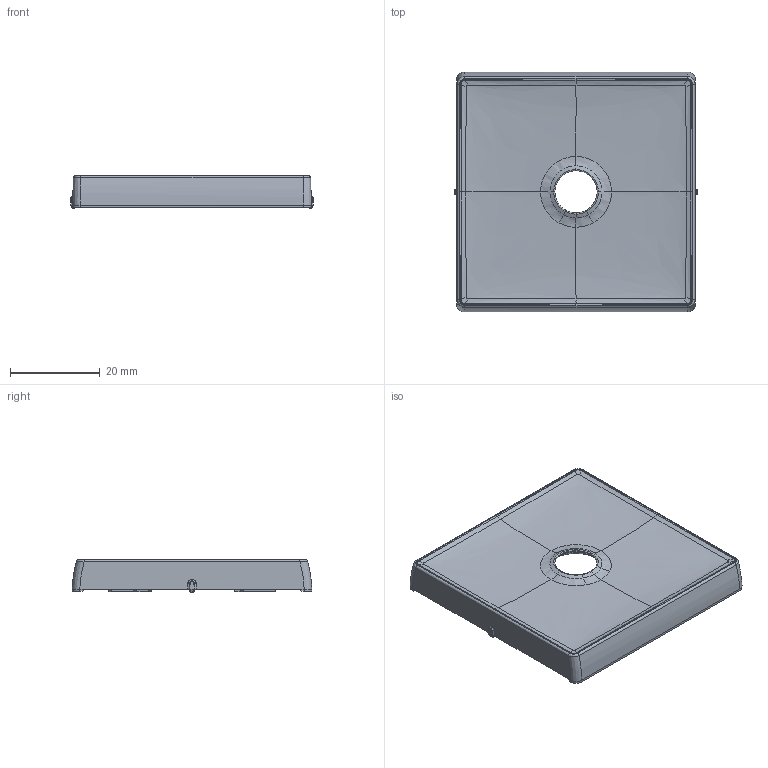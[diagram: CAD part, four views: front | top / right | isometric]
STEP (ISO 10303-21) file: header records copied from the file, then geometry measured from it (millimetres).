
FILE_DESCRIPTION(('CATIA V5 STEP Exchange','CAx-IF Rec.Pracs.--- Model Styling and Organization---1.4--- 2014-01-23'),'2;1');
FILE_NAME('754710_AllCATPart.stp','2020-02-18T08:06:10+00:00',('none'),('none'),'CATIA Version 5-6 Release 2017 SP3','CATIA V5 STEP AP214','none');
FILE_SCHEMA(('AUTOMOTIVE_DESIGN { 1 0 10303 214 1 1 1 1 }'));
Length unit declared in the file: millimetre
Products named in the file (1): 754710_AllCATPart
Bounding box: 54.19 x 53.46 x 7.29 mm (x, y, z)
Volume: 5765 mm3; surface area: 8572.6 mm2
Topology: 1 solids, 1 shells, 1920 faces, 5467 edges, 3594 vertices
Faces by surface type: plane 1670, bspline 114, cylinder 81, extrusion 31, sphere 12, torus 8, cone 4
Entity records: 69119 total; most frequent: CARTESIAN_POINT 23817, ORIENTED_EDGE 10924, DIRECTION 6901, EDGE_CURVE 5462, VERTEX_POINT 3594, VECTOR 3522, LINE 3491, EDGE_LOOP 1972
